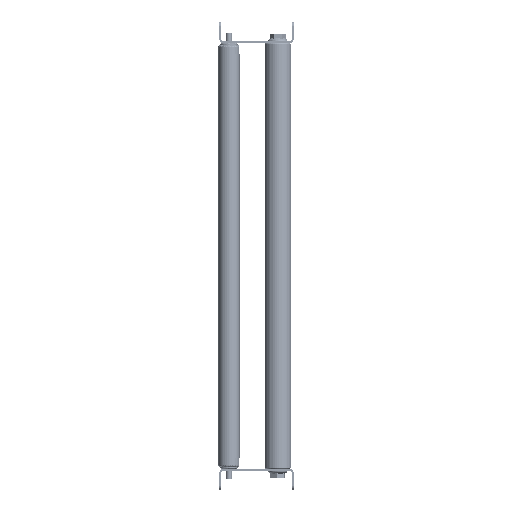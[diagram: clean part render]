
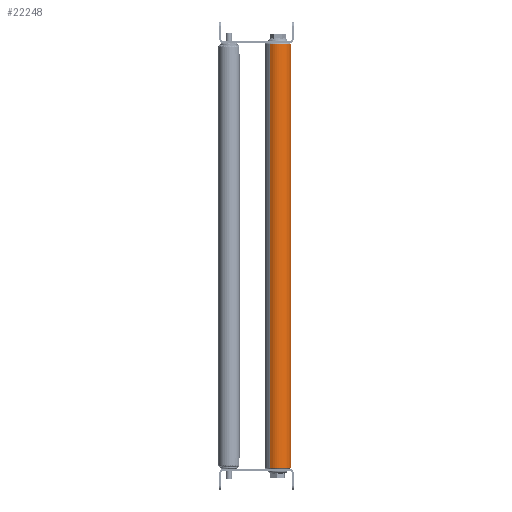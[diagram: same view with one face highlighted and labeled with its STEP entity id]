
A CAD part, left-side view. The second image highlights one B-rep face of the part: STEP entity #22248.
In plain terms, the highlighted cylindrical face has radius 12.5 mm (diameter 25 mm), a partial arc.
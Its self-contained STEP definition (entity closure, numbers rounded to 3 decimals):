
#64 = CARTESIAN_POINT ( 'NONE',  ( 1., 0., -12.5 ) ) ;
#1166 = CARTESIAN_POINT ( 'NONE',  ( 399., 0., -12.5 ) ) ;
#1956 = CIRCLE ( 'NONE', #3308, 12.5 ) ;
#2320 = CARTESIAN_POINT ( 'NONE',  ( 400., 0., 12.5 ) ) ;
#2859 = DIRECTION ( 'NONE',  ( -1., 0., 0. ) ) ;
#3308 = AXIS2_PLACEMENT_3D ( 'NONE', #6908, #15504, #24657 ) ;
#4620 = CARTESIAN_POINT ( 'NONE',  ( 399., 0., 12.5 ) ) ;
#4672 = EDGE_LOOP ( 'NONE', ( #14955, #12071, #21006, #18639 ) ) ;
#5714 = VECTOR ( 'NONE', #6663, 1000. ) ;
#6089 = DIRECTION ( 'NONE',  ( -1., 0., 0. ) ) ;
#6392 = VERTEX_POINT ( 'NONE', #1166 ) ;
#6663 = DIRECTION ( 'NONE',  ( -1., 0., 0. ) ) ;
#6908 = CARTESIAN_POINT ( 'NONE',  ( 1., 0., 0. ) ) ;
#8338 = FACE_OUTER_BOUND ( 'NONE', #4672, .T. ) ;
#11010 = VERTEX_POINT ( 'NONE', #4620 ) ;
#11443 = DIRECTION ( 'NONE',  ( 0., 0., -1. ) ) ;
#12071 = ORIENTED_EDGE ( 'NONE', *, *, #14885, .T. ) ;
#12812 = DIRECTION ( 'NONE',  ( -1., 0., 0. ) ) ;
#14885 = EDGE_CURVE ( 'NONE', #6392, #20817, #25783, .T. ) ;
#14955 = ORIENTED_EDGE ( 'NONE', *, *, #15456, .T. ) ;
#15127 = LINE ( 'NONE', #2320, #5714 ) ;
#15307 = EDGE_CURVE ( 'NONE', #11010, #15833, #15127, .T. ) ;
#15456 = EDGE_CURVE ( 'NONE', #11010, #6392, #19669, .T. ) ;
#15504 = DIRECTION ( 'NONE',  ( 1., 0., 0. ) ) ;
#15833 = VERTEX_POINT ( 'NONE', #20510 ) ;
#16461 = VECTOR ( 'NONE', #12812, 1000. ) ;
#16792 = CARTESIAN_POINT ( 'NONE',  ( 400., 0., 0. ) ) ;
#16939 = CYLINDRICAL_SURFACE ( 'NONE', #20152, 12.5 ) ;
#18639 = ORIENTED_EDGE ( 'NONE', *, *, #15307, .F. ) ;
#19669 = CIRCLE ( 'NONE', #21463, 12.5 ) ;
#19696 = CARTESIAN_POINT ( 'NONE',  ( 400., 0., -12.5 ) ) ;
#20152 = AXIS2_PLACEMENT_3D ( 'NONE', #16792, #6089, #25542 ) ;
#20510 = CARTESIAN_POINT ( 'NONE',  ( 1., 0., 12.5 ) ) ;
#20817 = VERTEX_POINT ( 'NONE', #64 ) ;
#21006 = ORIENTED_EDGE ( 'NONE', *, *, #27013, .T. ) ;
#21463 = AXIS2_PLACEMENT_3D ( 'NONE', #26663, #2859, #11443 ) ;
#22248 = ADVANCED_FACE ( 'NONE', ( #8338 ), #16939, .T. ) ;
#24657 = DIRECTION ( 'NONE',  ( 0., 0., -1. ) ) ;
#25542 = DIRECTION ( 'NONE',  ( 0., 0., 1. ) ) ;
#25783 = LINE ( 'NONE', #19696, #16461 ) ;
#26663 = CARTESIAN_POINT ( 'NONE',  ( 399., 0., 0. ) ) ;
#27013 = EDGE_CURVE ( 'NONE', #20817, #15833, #1956, .T. ) ;
